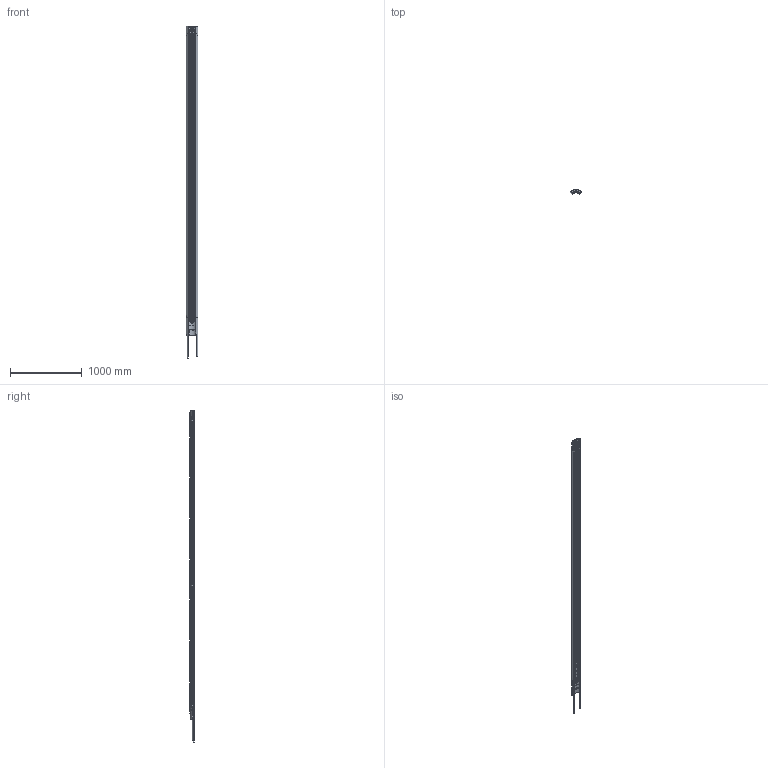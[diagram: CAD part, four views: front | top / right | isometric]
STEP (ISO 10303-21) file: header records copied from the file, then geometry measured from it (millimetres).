
FILE_DESCRIPTION(/* description */ (''),/* implementation_level */ '2;1');
FILE_NAME(/* name */ 'F10042769__.stp',/* time_stamp */ '2015-11-05T15:23:16-06:00',/* author */ (''),/* organization */ (''),/* preprocessor_version */ 'ST-DEVELOPER v15',/* originating_system */ 'SIEMENS PLM Software NX 9.0',/* authorisation */ '');
FILE_SCHEMA (('CONFIG_CONTROL_DESIGN'));
Products named in the file (32): F10042695_-; F10039728_-; F10042694_-; F10039726_-; F10039545_-; F10039326_-; F10039328_-; F10039954_A; F10039543_-; F10039542_-; F10039541_-; F10039540_-; F10042600_-_MODEL; F10042599_-_MODEL; F10042476_-_MODEL; F10042034_-_MODEL; F10042033_-_MODEL; F10042032_-_MODEL; F10042475_-_MODEL; F10042030_-_MODEL; F10042029_-_MODEL; F10042474_-_MODEL; F10042027_-_MODEL; F10042026_-_MODEL; F10042024_-_MODEL; F10042477_-_MODEL; F10042036_-_MODEL; F10042035_-_MODEL; F10039546_-; F10042768_-; F10042767_-; F10042769_-
Assembly tree (55 placements, depth 3):
  F10042769_-
    F10039546_-  x8
    F10042767_-
      F10039726_-
      F10042694_-
    F10042768_-
      F10039728_-
      F10042695_-
    F10042035_-_MODEL
    F10042036_-_MODEL
    F10042477_-_MODEL
    F10042024_-_MODEL
    F10042026_-_MODEL
    F10042027_-_MODEL
    F10042474_-_MODEL
    F10042029_-_MODEL
    F10042030_-_MODEL
    F10042475_-_MODEL
    F10042032_-_MODEL
    F10042033_-_MODEL
    F10042034_-_MODEL
    F10042476_-_MODEL
    F10042599_-_MODEL
    F10042600_-_MODEL
    F10039540_-
    F10039541_-
    F10039542_-
    F10039543_-
    F10039954_A
    F10039328_-  x6
    F10039326_-  x6
    F10039545_-  x8
Bounding box: 159.22 x 59.84 x 4625.96 mm (x, y, z)
Volume: 22139192.6 mm3; surface area: 18739467.9 mm2
Topology: 318 solids, 318 shells, 6176 faces, 14471 edges, 8839 vertices
Faces by surface type: plane 2510, bspline 1860, cylinder 1168, torus 274, sphere 231, extrusion 120, cone 13
Full cylindrical faces by diameter (mm): 3 x14, 3.3 x6, 5 x4, 6.8 x20, 7.5 x4, 8.02 x30, 9 x100, 11.1 x4, 13.8 x60
Entity records: 812903 total; most frequent: CARTESIAN_POINT 722919, ORIENTED_EDGE 21524, EDGE_CURVE 10762, DIRECTION 9689, B_SPLINE_CURVE_WITH_KNOTS 8188, VERTEX_POINT 6813, EDGE_LOOP 5253, ADVANCED_FACE 4830
